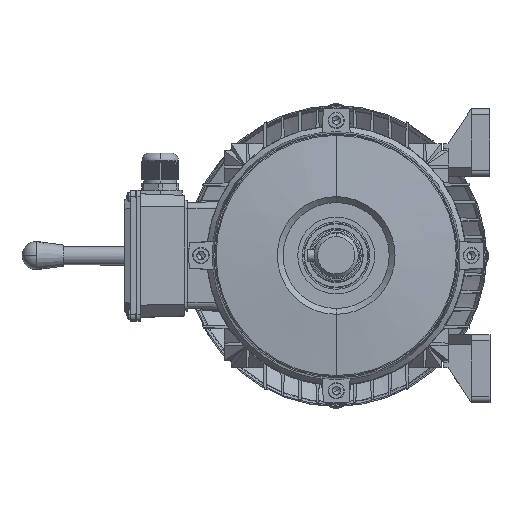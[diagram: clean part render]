
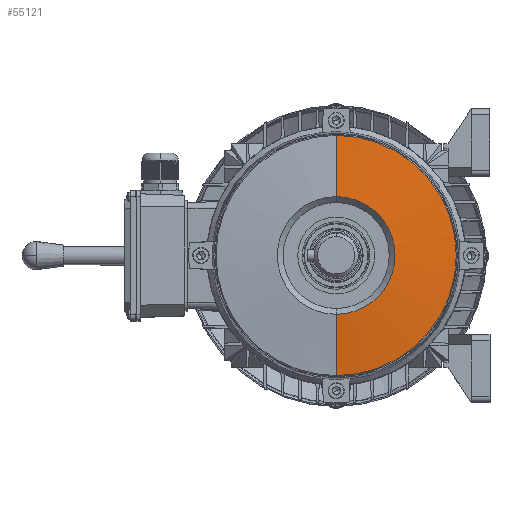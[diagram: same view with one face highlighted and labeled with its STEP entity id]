
A CAD part, top view. The second image highlights one B-rep face of the part: STEP entity #55121.
In plain terms, the highlighted conical face has half-angle 84.661 degrees and reference radius 103.093 mm.
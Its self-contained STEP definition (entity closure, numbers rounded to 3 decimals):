
#18452 = CARTESIAN_POINT ( 'NONE',  ( -50.5, 0., 23.689 ) ) ;
#18505 = DIRECTION ( 'NONE',  ( -0.996, 0., -0.093 ) ) ;
#18506 = VECTOR ( 'NONE', #18505, 1000. ) ;
#18507 = CARTESIAN_POINT ( 'NONE',  ( -103.093, 0., 18.774 ) ) ;
#18508 = LINE ( 'NONE', #18507, #18506 ) ;
#18536 = CARTESIAN_POINT ( 'NONE',  ( 50.5, 0., 23.689 ) ) ;
#18537 = DIRECTION ( 'NONE',  ( -1., 0., 0. ) ) ;
#18538 = DIRECTION ( 'NONE',  ( 0., 0., -1. ) ) ;
#18539 = AXIS2_PLACEMENT_3D ( 'NONE', #18546, #18538, #18537 ) ;
#18540 = CIRCLE ( 'NONE', #18539, 50.5 ) ;
#18546 = CARTESIAN_POINT ( 'NONE',  ( 0., 0., 23.689 ) ) ;
#18571 = CARTESIAN_POINT ( 'NONE',  ( -103.093, 0., 18.774 ) ) ;
#18578 = CARTESIAN_POINT ( 'NONE',  ( 103.093, 0., 18.774 ) ) ;
#18579 = DIRECTION ( 'NONE',  ( 0.996, 0., -0.093 ) ) ;
#18580 = VECTOR ( 'NONE', #18579, 1000. ) ;
#18581 = CARTESIAN_POINT ( 'NONE',  ( 103.093, 0., 18.774 ) ) ;
#18582 = LINE ( 'NONE', #18581, #18580 ) ;
#19963 = DIRECTION ( 'NONE',  ( -1., 0., 0. ) ) ;
#19964 = DIRECTION ( 'NONE',  ( 0., 0., -1. ) ) ;
#19965 = CARTESIAN_POINT ( 'NONE',  ( 0., 0., 18.774 ) ) ;
#19966 = AXIS2_PLACEMENT_3D ( 'NONE', #19965, #19964, #19963 ) ;
#19968 = CONICAL_SURFACE ( 'NONE', #19966, 103.093, 1.478 ) ;
#19969 = FACE_OUTER_BOUND ( 'NONE', #55124, .T. ) ;
#19970 = DIRECTION ( 'NONE',  ( -1., 0., 0. ) ) ;
#19971 = DIRECTION ( 'NONE',  ( 0., 0., -1. ) ) ;
#19972 = CARTESIAN_POINT ( 'NONE',  ( 0., 0., 18.774 ) ) ;
#19973 = AXIS2_PLACEMENT_3D ( 'NONE', #19972, #19971, #19970 ) ;
#19974 = CIRCLE ( 'NONE', #19973, 103.093 ) ;
#53116 = VERTEX_POINT ( 'NONE', #18452 ) ;
#53226 = EDGE_CURVE ( 'NONE', #53116, #53287, #18508, .T. ) ;
#53258 = EDGE_CURVE ( 'NONE', #53259, #53116, #18540, .T. ) ;
#53259 = VERTEX_POINT ( 'NONE', #18536 ) ;
#53281 = EDGE_CURVE ( 'NONE', #53259, #53284, #18582, .T. ) ;
#53284 = VERTEX_POINT ( 'NONE', #18578 ) ;
#53287 = VERTEX_POINT ( 'NONE', #18571 ) ;
#55110 = EDGE_CURVE ( 'NONE', #53284, #53287, #19974, .T. ) ;
#55121 = ADVANCED_FACE ( 'NONE', ( #19969 ), #19968, .T. ) ;
#55124 = EDGE_LOOP ( 'NONE', ( #55125, #55126, #55129, #55132 ) ) ;
#55125 = ORIENTED_EDGE ( 'NONE', *, *, #53281, .F. ) ;
#55126 = ORIENTED_EDGE ( 'NONE', *, *, #53258, .T. ) ;
#55129 = ORIENTED_EDGE ( 'NONE', *, *, #53226, .T. ) ;
#55132 = ORIENTED_EDGE ( 'NONE', *, *, #55110, .F. ) ;
